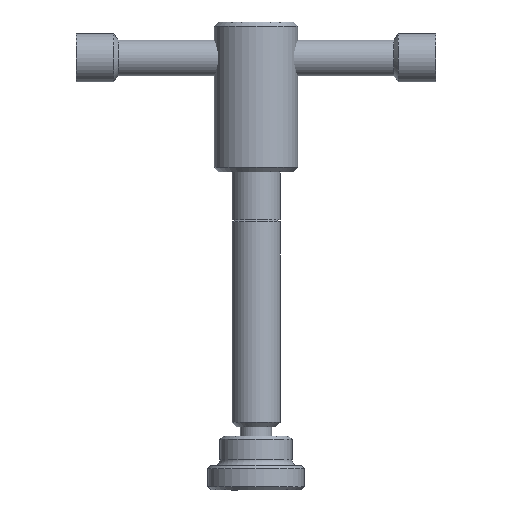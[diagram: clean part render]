
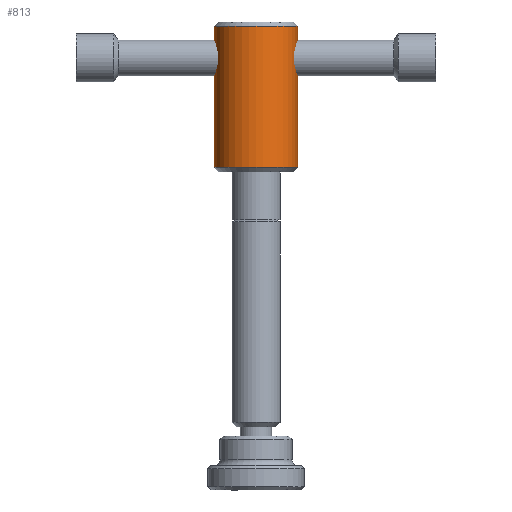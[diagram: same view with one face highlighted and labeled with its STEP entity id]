
A CAD part, front view. The second image highlights one B-rep face of the part: STEP entity #813.
In plain terms, the highlighted cylindrical face has radius 7 mm (diameter 14 mm), a partial arc.
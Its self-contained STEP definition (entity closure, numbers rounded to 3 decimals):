
#387=VERTEX_POINT('',#991);
#393=EDGE_CURVE('',#849,#545,#997,.T.);
#461=EDGE_CURVE('',#493,#849,#1074,.T.);
#493=VERTEX_POINT('',#1108);
#545=VERTEX_POINT('',#1170);
#663=EDGE_CURVE('',#545,#387,#1302,.T.);
#813=ADVANCED_FACE('',(#1475),#1476,.T.);
#837=EDGE_CURVE('',#493,#387,#1504,.T.);
#849=VERTEX_POINT('',#1520);
#991=CARTESIAN_POINT('',(7.0,0.0,77.25));
#997=CIRCLE('',#1695,7.0);
#1074=LINE('',#1792,#1793);
#1108=CARTESIAN_POINT('',(-7.0,0.,77.25));
#1170=CARTESIAN_POINT('',(7.0,0.0,53.75));
#1302=LINE('',#2083,#2084);
#1475=FACE_OUTER_BOUND('',#2306,.T.);
#1476=CYLINDRICAL_SURFACE('',#2307,7.0);
#1504=CIRCLE('',#2343,7.0);
#1520=CARTESIAN_POINT('',(-7.0,0.,53.75));
#1695=AXIS2_PLACEMENT_3D('',#2517,#2518,#2519);
#1792=CARTESIAN_POINT('',(-7.0,0.,65.5));
#1793=VECTOR('',#2623,1.0);
#2083=CARTESIAN_POINT('',(7.0,0.,65.5));
#2084=VECTOR('',#2928,1.0);
#2306=EDGE_LOOP('',(#3152,#3153,#3154,#3155));
#2307=AXIS2_PLACEMENT_3D('',#3156,#3157,#3158);
#2343=AXIS2_PLACEMENT_3D('',#3194,#3195,#3196);
#2517=CARTESIAN_POINT('',(0.0,0.0,53.75));
#2518=DIRECTION('',(0.0,0.0,1.0));
#2519=DIRECTION('',(1.0,0.0,0.0));
#2623=DIRECTION('',(-0.0,-0.0,-1.0));
#2928=DIRECTION('',(0.0,0.0,1.0));
#3152=ORIENTED_EDGE('',*,*,#663,.T.);
#3153=ORIENTED_EDGE('',*,*,#837,.F.);
#3154=ORIENTED_EDGE('',*,*,#461,.T.);
#3155=ORIENTED_EDGE('',*,*,#393,.T.);
#3156=CARTESIAN_POINT('',(0.0,0.0,65.5));
#3157=DIRECTION('',(-0.0,-0.0,-1.0));
#3158=DIRECTION('',(1.0,0.0,0.0));
#3194=CARTESIAN_POINT('',(0.0,0.0,77.25));
#3195=DIRECTION('',(0.0,0.0,1.0));
#3196=DIRECTION('',(1.0,0.0,0.0));
